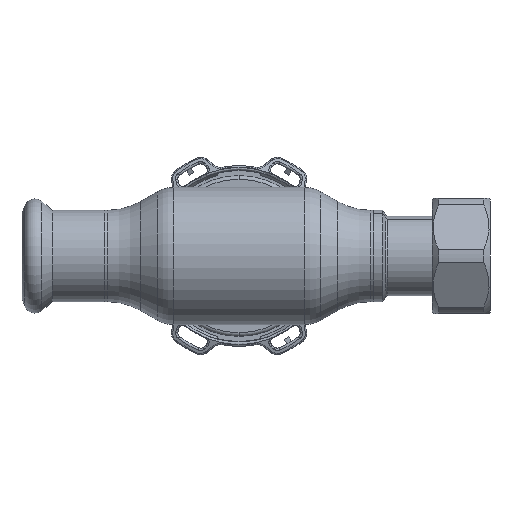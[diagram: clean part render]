
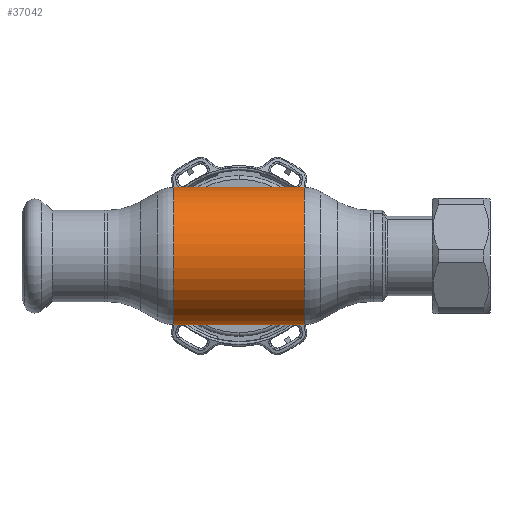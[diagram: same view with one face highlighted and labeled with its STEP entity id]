
A CAD part, front view. The second image highlights one B-rep face of the part: STEP entity #37042.
In plain terms, the highlighted cylindrical face has radius 19 mm (diameter 38 mm), a partial arc.
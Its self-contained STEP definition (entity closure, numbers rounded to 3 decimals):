
#936 = EDGE_CURVE ( 'NONE', #18529, #22306, #6461, .T. ) ;
#2120 = CARTESIAN_POINT ( 'NONE',  ( -62.69, 0., 19. ) ) ;
#3672 = EDGE_CURVE ( 'NONE', #12825, #21925, #25538, .T. ) ;
#4997 = DIRECTION ( 'NONE',  ( 0., 0., 1. ) ) ;
#5357 = DIRECTION ( 'NONE',  ( -1., 0., 0. ) ) ;
#6461 = CIRCLE ( 'NONE', #26525, 19. ) ;
#7198 = DIRECTION ( 'NONE',  ( -1., 0., 0. ) ) ;
#8285 = EDGE_CURVE ( 'NONE', #18529, #12825, #12555, .T. ) ;
#9630 = CARTESIAN_POINT ( 'NONE',  ( -62.69, 0., 0. ) ) ;
#9706 = CARTESIAN_POINT ( 'NONE',  ( -62.69, 0., -19. ) ) ;
#12471 = DIRECTION ( 'NONE',  ( 0., 0., 1. ) ) ;
#12555 = LINE ( 'NONE', #9706, #31229 ) ;
#12825 = VERTEX_POINT ( 'NONE', #37182 ) ;
#14239 = EDGE_LOOP ( 'NONE', ( #29476, #14424, #17537, #28088 ) ) ;
#14424 = ORIENTED_EDGE ( 'NONE', *, *, #936, .T. ) ;
#15108 = AXIS2_PLACEMENT_3D ( 'NONE', #9630, #30336, #12471 ) ;
#15564 = DIRECTION ( 'NONE',  ( 0., 0., 1. ) ) ;
#15913 = CYLINDRICAL_SURFACE ( 'NONE', #15108, 19. ) ;
#17537 = ORIENTED_EDGE ( 'NONE', *, *, #26398, .T. ) ;
#18529 = VERTEX_POINT ( 'NONE', #29786 ) ;
#21925 = VERTEX_POINT ( 'NONE', #29716 ) ;
#21992 = CARTESIAN_POINT ( 'NONE',  ( 18.088, 0., 19. ) ) ;
#22306 = VERTEX_POINT ( 'NONE', #21992 ) ;
#23960 = DIRECTION ( 'NONE',  ( -1., 0., 0. ) ) ;
#24306 = CARTESIAN_POINT ( 'NONE',  ( -18.088, 0., 0. ) ) ;
#25538 = CIRCLE ( 'NONE', #26754, 19. ) ;
#26398 = EDGE_CURVE ( 'NONE', #22306, #21925, #34739, .T. ) ;
#26525 = AXIS2_PLACEMENT_3D ( 'NONE', #36890, #5357, #4997 ) ;
#26754 = AXIS2_PLACEMENT_3D ( 'NONE', #24306, #7198, #15564 ) ;
#28088 = ORIENTED_EDGE ( 'NONE', *, *, #3672, .F. ) ;
#29476 = ORIENTED_EDGE ( 'NONE', *, *, #8285, .F. ) ;
#29716 = CARTESIAN_POINT ( 'NONE',  ( -18.088, 0., 19. ) ) ;
#29786 = CARTESIAN_POINT ( 'NONE',  ( 18.088, 0., -19. ) ) ;
#30336 = DIRECTION ( 'NONE',  ( -1., 0., 0. ) ) ;
#31229 = VECTOR ( 'NONE', #23960, 1000. ) ;
#31538 = DIRECTION ( 'NONE',  ( -1., 0., 0. ) ) ;
#33811 = VECTOR ( 'NONE', #31538, 1000. ) ;
#34739 = LINE ( 'NONE', #2120, #33811 ) ;
#35970 = FACE_OUTER_BOUND ( 'NONE', #14239, .T. ) ;
#36890 = CARTESIAN_POINT ( 'NONE',  ( 18.088, 0., 0. ) ) ;
#37042 = ADVANCED_FACE ( 'NONE', ( #35970 ), #15913, .T. ) ;
#37182 = CARTESIAN_POINT ( 'NONE',  ( -18.088, 0., -19. ) ) ;
